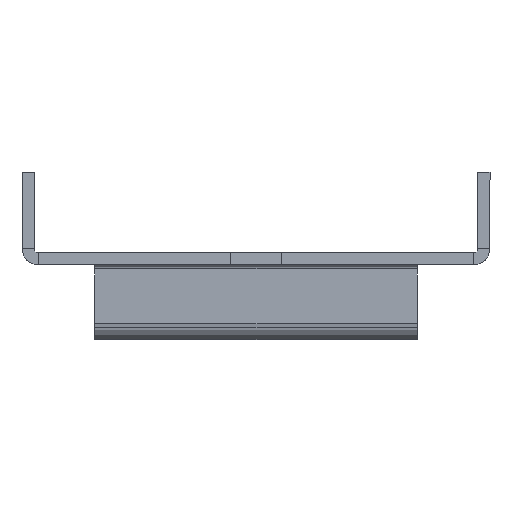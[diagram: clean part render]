
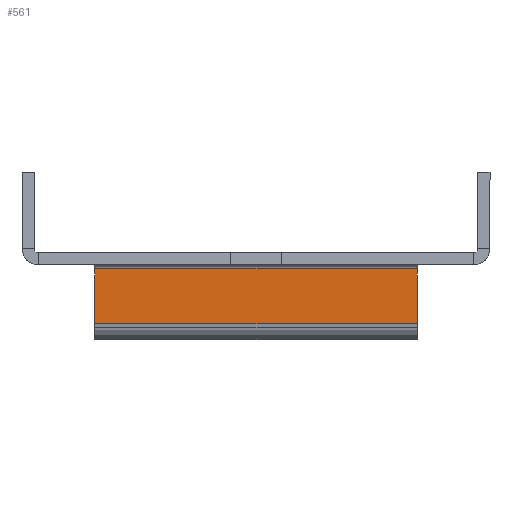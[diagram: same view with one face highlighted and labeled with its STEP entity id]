
A CAD part, left-side view. The second image highlights one B-rep face of the part: STEP entity #561.
In plain terms, the highlighted planar face has unit normal (-1, 0, 0).
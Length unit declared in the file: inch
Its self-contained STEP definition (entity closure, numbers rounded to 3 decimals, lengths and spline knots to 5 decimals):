
#91 = DIRECTION ( 'NONE',  ( 0., 0., -1. ) ) ;
#156 = DIRECTION ( 'NONE',  ( 1., 0., 0. ) ) ;
#513 = CARTESIAN_POINT ( 'NONE',  ( 40.14862, -0.7874, -0.34646 ) ) ;
#561 = ADVANCED_FACE ( 'NONE', ( #2717 ), #694, .F. ) ;
#694 = PLANE ( 'NONE',  #3443 ) ;
#731 = EDGE_CURVE ( 'NONE', #6686, #4156, #1695, .T. ) ;
#792 = VECTOR ( 'NONE', #1710, 39.37008 ) ;
#856 = CARTESIAN_POINT ( 'NONE',  ( 40.14862, 0.7874, -0.34646 ) ) ;
#934 = ORIENTED_EDGE ( 'NONE', *, *, #5541, .T. ) ;
#1031 = CARTESIAN_POINT ( 'NONE',  ( 40.14862, -0.7874, -0.07874 ) ) ;
#1294 = ORIENTED_EDGE ( 'NONE', *, *, #2423, .F. ) ;
#1301 = LINE ( 'NONE', #5053, #4575 ) ;
#1692 = CARTESIAN_POINT ( 'NONE',  ( 40.14862, 0.7874, -0.07874 ) ) ;
#1695 = LINE ( 'NONE', #5233, #5727 ) ;
#1710 = DIRECTION ( 'NONE',  ( 0., 0., 1. ) ) ;
#2423 = EDGE_CURVE ( 'NONE', #2676, #6686, #1301, .T. ) ;
#2424 = DIRECTION ( 'NONE',  ( 0., 0., -1. ) ) ;
#2676 = VERTEX_POINT ( 'NONE', #4118 ) ;
#2717 = FACE_OUTER_BOUND ( 'NONE', #6673, .T. ) ;
#3221 = DIRECTION ( 'NONE',  ( 0., 1., 0. ) ) ;
#3443 = AXIS2_PLACEMENT_3D ( 'NONE', #3783, #156, #91 ) ;
#3783 = CARTESIAN_POINT ( 'NONE',  ( 40.14862, 0., 0. ) ) ;
#3820 = CARTESIAN_POINT ( 'NONE',  ( 40.14862, 0.7874, 0. ) ) ;
#4118 = CARTESIAN_POINT ( 'NONE',  ( 40.14862, -0.7874, -0.07874 ) ) ;
#4156 = VERTEX_POINT ( 'NONE', #856 ) ;
#4251 = VECTOR ( 'NONE', #6124, 39.37008 ) ;
#4443 = VERTEX_POINT ( 'NONE', #1692 ) ;
#4575 = VECTOR ( 'NONE', #2424, 39.37008 ) ;
#5053 = CARTESIAN_POINT ( 'NONE',  ( 40.14862, -0.7874, 0. ) ) ;
#5189 = EDGE_CURVE ( 'NONE', #4156, #4443, #6392, .T. ) ;
#5233 = CARTESIAN_POINT ( 'NONE',  ( 40.14862, 0., -0.34646 ) ) ;
#5541 = EDGE_CURVE ( 'NONE', #2676, #4443, #6622, .T. ) ;
#5684 = ORIENTED_EDGE ( 'NONE', *, *, #5189, .F. ) ;
#5727 = VECTOR ( 'NONE', #3221, 39.37008 ) ;
#6124 = DIRECTION ( 'NONE',  ( 0., 1., 0. ) ) ;
#6392 = LINE ( 'NONE', #3820, #792 ) ;
#6452 = ORIENTED_EDGE ( 'NONE', *, *, #731, .F. ) ;
#6622 = LINE ( 'NONE', #1031, #4251 ) ;
#6673 = EDGE_LOOP ( 'NONE', ( #1294, #934, #5684, #6452 ) ) ;
#6686 = VERTEX_POINT ( 'NONE', #513 ) ;
